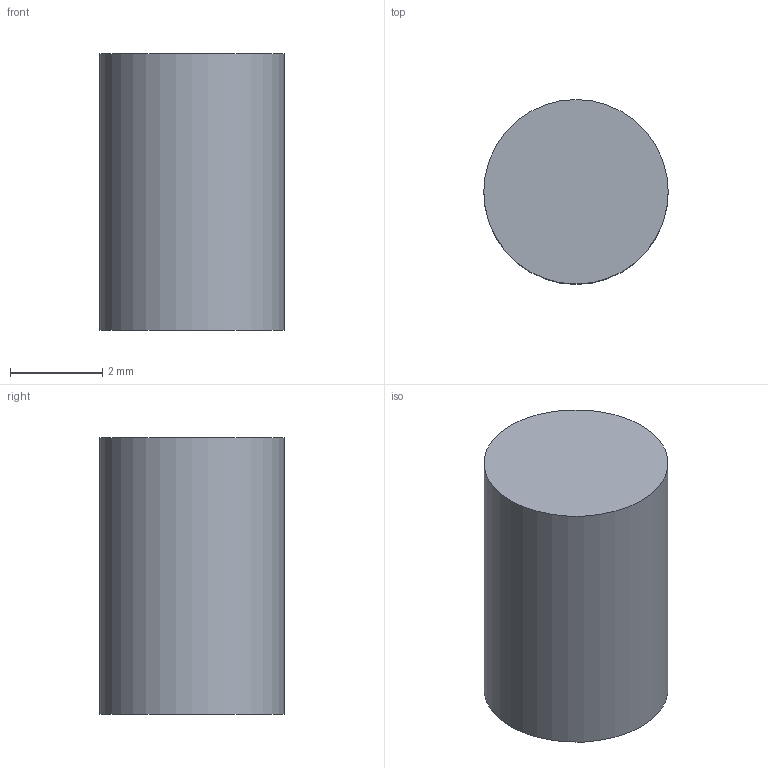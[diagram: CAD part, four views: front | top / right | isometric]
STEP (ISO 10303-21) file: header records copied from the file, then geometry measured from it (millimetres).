
FILE_DESCRIPTION(('FreeCAD Model'),'2;1');
FILE_NAME('cylinder_1.step', '2017-04-02T14:20:09',(''),(''),'Open CASCADE STEP processor 6.8', 'FreeCAD','Unknown');
FILE_SCHEMA(('AUTOMOTIVE_DESIGN_CC2 { 1 2 10303 214 -1 1 5 4 }'));
Length unit declared in the file: millimetre
Products named in the file (2): ASSEMBLY; Cylinder
Assembly tree (1 placements, depth 2):
  ASSEMBLY
    Cylinder
Bounding box: 4 x 4 x 6 mm (x, y, z)
Volume: 75.4 mm3; surface area: 100.5 mm2
Topology: 1 solids, 1 shells, 3 faces, 3 edges, 2 vertices
Faces by surface type: plane 2, cylinder 1
Full cylindrical faces by diameter (mm): 4 x1
Entity records: 137 total; most frequent: DIRECTION 21, CARTESIAN_POINT 16, AXIS2_PLACEMENT_3D 7, ORIENTED_EDGE 6, PCURVE 6, DEFINITIONAL_REPRESENTATION 6, LINE 5, VECTOR 5
